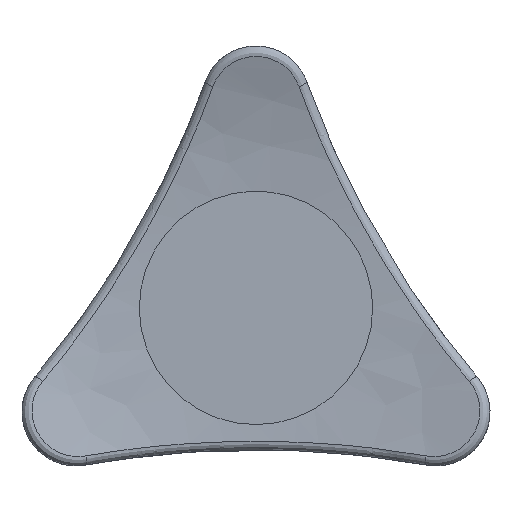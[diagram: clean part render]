
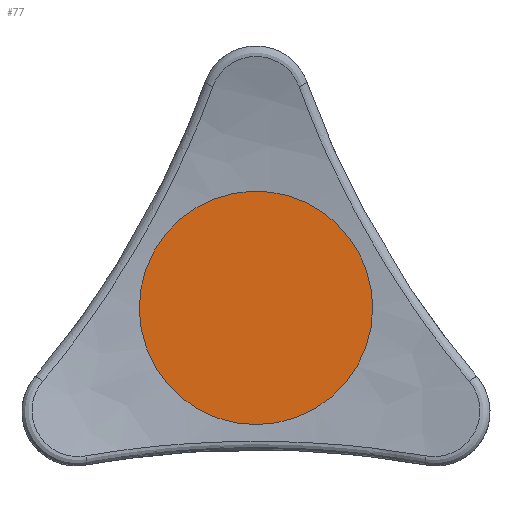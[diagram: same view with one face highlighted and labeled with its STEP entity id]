
A CAD part, top view. The second image highlights one B-rep face of the part: STEP entity #77.
In plain terms, the highlighted planar face has unit normal (0, 0, 1).
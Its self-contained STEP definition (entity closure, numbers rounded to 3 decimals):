
#77 = ADVANCED_FACE( '', ( #183 ), #184, .F. );
#183 = FACE_OUTER_BOUND( '', #970, .T. );
#184 = PLANE( '', #971 );
#970 = EDGE_LOOP( '', ( #3293 ) );
#971 = AXIS2_PLACEMENT_3D( '', #3294, #3295, #3296 );
#3293 = ORIENTED_EDGE( '', *, *, #3537, .T. );
#3294 = CARTESIAN_POINT( '', ( 0., 0., 20. ) );
#3295 = DIRECTION( '', ( 0., 0., -1. ) );
#3296 = DIRECTION( '', ( -1., 0., 0. ) );
#3537 = EDGE_CURVE( '', #3673, #3673, #3674, .T. );
#3673 = VERTEX_POINT( '', #4337 );
#3674 = CIRCLE( '', #4338, 7.575 );
#4337 = CARTESIAN_POINT( '', ( 7.575, 0., 20. ) );
#4338 = AXIS2_PLACEMENT_3D( '', #5432, #5433, #5434 );
#5432 = CARTESIAN_POINT( '', ( 0., 0., 20. ) );
#5433 = DIRECTION( '', ( 0., 0., 1. ) );
#5434 = DIRECTION( '', ( 1., 0., 0. ) );
